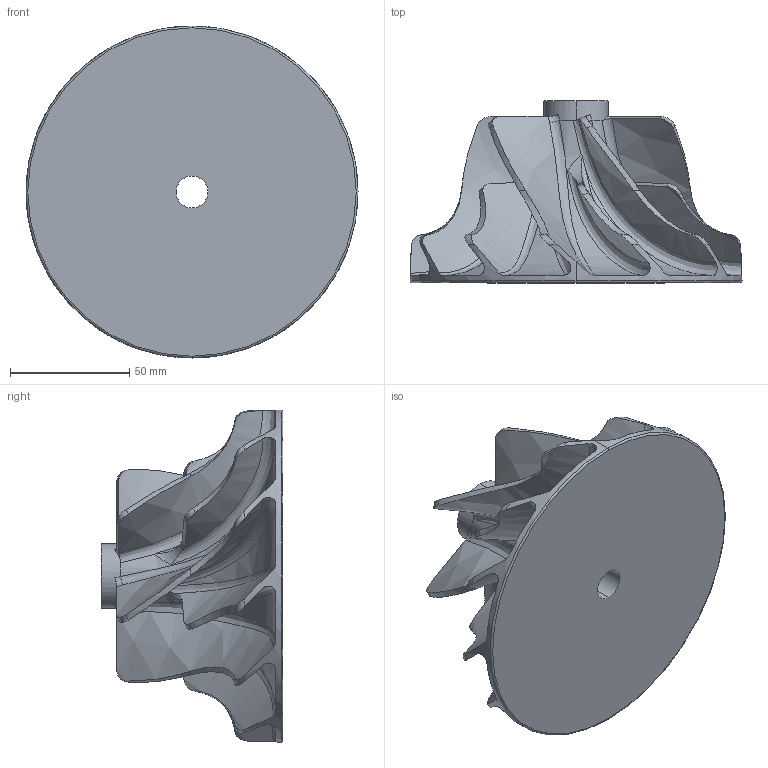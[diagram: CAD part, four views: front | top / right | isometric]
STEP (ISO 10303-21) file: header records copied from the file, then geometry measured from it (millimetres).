
FILE_DESCRIPTION (( 'STEP AP214' ), '1' );
FILE_NAME ('turbo-rotor-nb1.STEP', '2011-06-23T15:08:01', ( 'BSC' ), ( 'Boston Scientific Corporation' ), 'SwSTEP 2.0', 'SolidWorks 2010', '' );
FILE_SCHEMA (( 'AUTOMOTIVE_DESIGN' ));
Length unit declared in the file: inch
Products named in the file (1): turbo-rotor-nb1
Bounding box: 139.19 x 76.2 x 139.19 mm (x, y, z)
Volume: 262679 mm3; surface area: 79578.7 mm2
Topology: 1 solids, 1 shells, 138 faces, 400 edges, 264 vertices
Faces by surface type: bspline 86, torus 26, plane 14, cylinder 6, cone 6
Entity records: 14074 total; most frequent: CARTESIAN_POINT 11314, ORIENTED_EDGE 800, EDGE_CURVE 400, B_SPLINE_CURVE_WITH_KNOTS 289, VERTEX_POINT 264, DIRECTION 258, EDGE_LOOP 140, ADVANCED_FACE 138
